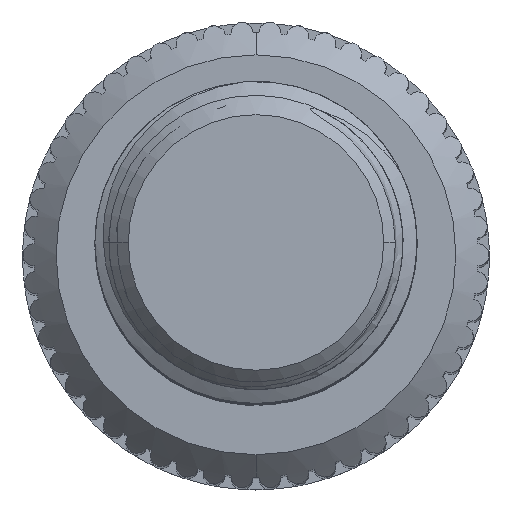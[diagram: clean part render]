
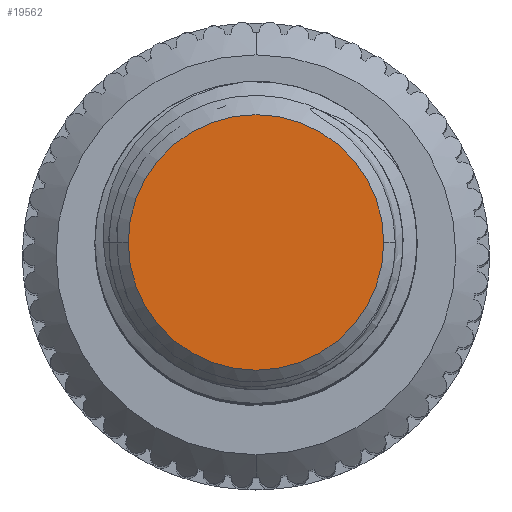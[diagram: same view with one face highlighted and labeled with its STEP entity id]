
A CAD part, top view. The second image highlights one B-rep face of the part: STEP entity #19562.
In plain terms, the highlighted planar face has unit normal (0, 0, 1).
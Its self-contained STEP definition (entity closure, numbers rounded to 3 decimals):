
#14913=CARTESIAN_POINT('',(0.,0.,5.));
#14914=DIRECTION('',(0.,0.,1.));
#14915=DIRECTION('',(-1.,0.,0.));
#14916=AXIS2_PLACEMENT_3D('',#14913,#14914,#14915);
#14918=CARTESIAN_POINT('',(0.,0.,5.));
#14919=DIRECTION('',(0.,0.,1.));
#14920=DIRECTION('',(1.,0.,0.));
#14921=AXIS2_PLACEMENT_3D('',#14918,#14919,#14920);
#14939=CARTESIAN_POINT('',(-1.15,0.,5.));
#14940=CARTESIAN_POINT('',(1.15,0.,5.));
#14941=VERTEX_POINT('',#14939);
#14942=VERTEX_POINT('',#14940);
#19553=CARTESIAN_POINT('',(0.,0.,5.));
#19554=DIRECTION('',(0.,0.,1.));
#19555=DIRECTION('',(1.,0.,0.));
#19556=AXIS2_PLACEMENT_3D('',#19553,#19554,#19555);
#19557=PLANE('',#19556);
#19558=ORIENTED_EDGE('',*,*,#19546,.F.);
#19559=ORIENTED_EDGE('',*,*,#19532,.F.);
#19560=EDGE_LOOP('',(#19558,#19559));
#19561=FACE_OUTER_BOUND('',#19560,.F.);
#14917=CIRCLE('',#14916,1.15);
#14922=CIRCLE('',#14921,1.15);
#19532=EDGE_CURVE('',#14942,#14941,#14922,.T.);
#19546=EDGE_CURVE('',#14941,#14942,#14917,.T.);
#19562=ADVANCED_FACE('',(#19561),#19557,.T.);
